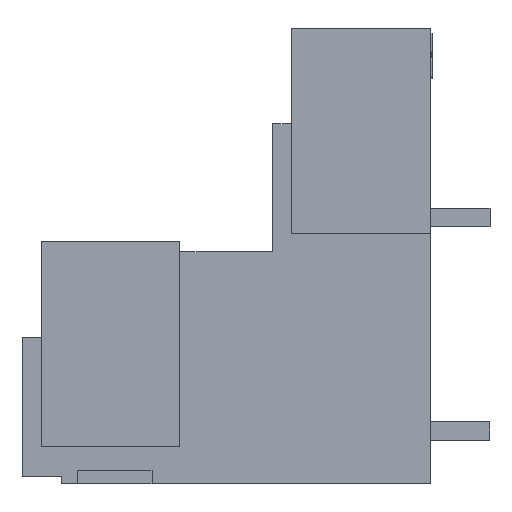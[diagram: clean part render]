
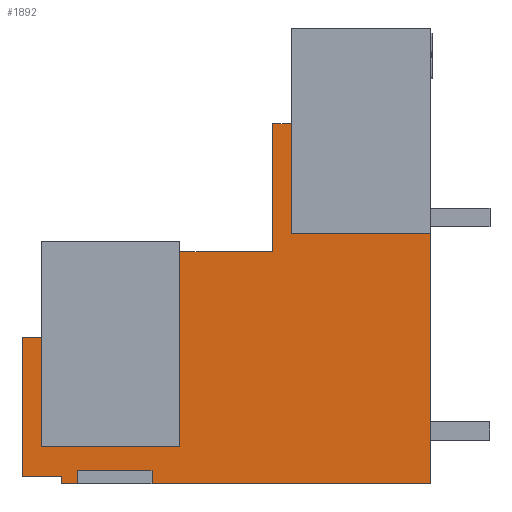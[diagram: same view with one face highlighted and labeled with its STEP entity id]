
A CAD part, left-side view. The second image highlights one B-rep face of the part: STEP entity #1892.
In plain terms, the highlighted planar face has unit normal (-1, 0, 0).
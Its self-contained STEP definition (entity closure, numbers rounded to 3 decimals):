
#1774=AXIS2_PLACEMENT_3D('Plane Axis2P3D',#1771,#1772,#1773) ;
#124=CARTESIAN_POINT('Vertex',(3.45,16.7,12.5)) ;
#127=CARTESIAN_POINT('Line Origine',(3.45,14.2,12.5)) ;
#131=CARTESIAN_POINT('Vertex',(3.45,11.7,12.5)) ;
#591=CARTESIAN_POINT('Line Origine',(3.45,24.175,4.95)) ;
#595=CARTESIAN_POINT('Vertex',(3.45,24.175,7.9)) ;
#597=CARTESIAN_POINT('Vertex',(3.45,24.175,2.)) ;
#1434=CARTESIAN_POINT('Line Origine',(3.45,20.438,2.)) ;
#1438=CARTESIAN_POINT('Vertex',(3.45,16.7,2.)) ;
#1510=CARTESIAN_POINT('Line Origine',(3.45,16.7,7.25)) ;
#1771=CARTESIAN_POINT('Axis2P3D Location',(3.45,3.2,0.4)) ;
#1776=CARTESIAN_POINT('Line Origine',(3.45,10.7,0.)) ;
#1780=CARTESIAN_POINT('Vertex',(3.45,18.2,0.)) ;
#1782=CARTESIAN_POINT('Vertex',(3.45,3.2,0.)) ;
#1785=CARTESIAN_POINT('Line Origine',(3.45,3.2,6.75)) ;
#1789=CARTESIAN_POINT('Vertex',(3.45,3.2,13.5)) ;
#1792=CARTESIAN_POINT('Line Origine',(3.45,6.95,13.5)) ;
#1796=CARTESIAN_POINT('Vertex',(3.45,10.7,13.5)) ;
#1799=CARTESIAN_POINT('Line Origine',(3.45,10.7,16.45)) ;
#1803=CARTESIAN_POINT('Vertex',(3.45,10.7,19.4)) ;
#1806=CARTESIAN_POINT('Line Origine',(3.45,11.2,19.4)) ;
#1810=CARTESIAN_POINT('Vertex',(3.45,11.7,19.4)) ;
#1813=CARTESIAN_POINT('Line Origine',(3.45,11.7,15.95)) ;
#1818=CARTESIAN_POINT('Line Origine',(3.45,24.687,7.9)) ;
#1822=CARTESIAN_POINT('Vertex',(3.45,25.2,7.9)) ;
#1825=CARTESIAN_POINT('Line Origine',(3.45,25.2,4.15)) ;
#1829=CARTESIAN_POINT('Vertex',(3.45,25.2,0.4)) ;
#1832=CARTESIAN_POINT('Line Origine',(3.45,24.145,0.4)) ;
#1836=CARTESIAN_POINT('Vertex',(3.45,23.09,0.4)) ;
#1839=CARTESIAN_POINT('Line Origine',(3.45,23.09,0.2)) ;
#1843=CARTESIAN_POINT('Vertex',(3.45,23.09,0.)) ;
#1846=CARTESIAN_POINT('Line Origine',(3.45,22.645,0.)) ;
#1850=CARTESIAN_POINT('Vertex',(3.45,22.2,0.)) ;
#1853=CARTESIAN_POINT('Line Origine',(3.45,22.2,0.35)) ;
#1857=CARTESIAN_POINT('Vertex',(3.45,22.2,0.7)) ;
#1860=CARTESIAN_POINT('Line Origine',(3.45,20.2,0.7)) ;
#1864=CARTESIAN_POINT('Vertex',(3.45,18.2,0.7)) ;
#1867=CARTESIAN_POINT('Line Origine',(3.45,18.2,0.35)) ;
#128=DIRECTION('Vector Direction',(0.,1.,0.)) ;
#592=DIRECTION('Vector Direction',(0.,0.,-1.)) ;
#1435=DIRECTION('Vector Direction',(0.,-1.,0.)) ;
#1511=DIRECTION('Vector Direction',(0.,0.,-1.)) ;
#1772=DIRECTION('Axis2P3D Direction',(-1.,0.,0.)) ;
#1773=DIRECTION('Axis2P3D XDirection',(0.,0.,-1.)) ;
#1777=DIRECTION('Vector Direction',(0.,-1.,0.)) ;
#1786=DIRECTION('Vector Direction',(0.,0.,1.)) ;
#1793=DIRECTION('Vector Direction',(0.,-1.,0.)) ;
#1800=DIRECTION('Vector Direction',(0.,0.,-1.)) ;
#1807=DIRECTION('Vector Direction',(0.,1.,0.)) ;
#1814=DIRECTION('Vector Direction',(0.,0.,-1.)) ;
#1819=DIRECTION('Vector Direction',(0.,1.,0.)) ;
#1826=DIRECTION('Vector Direction',(0.,0.,-1.)) ;
#1833=DIRECTION('Vector Direction',(0.,-1.,0.)) ;
#1840=DIRECTION('Vector Direction',(0.,0.,-1.)) ;
#1847=DIRECTION('Vector Direction',(0.,-1.,0.)) ;
#1854=DIRECTION('Vector Direction',(0.,0.,1.)) ;
#1861=DIRECTION('Vector Direction',(0.,-1.,0.)) ;
#1868=DIRECTION('Vector Direction',(0.,0.,1.)) ;
#129=VECTOR('Line Direction',#128,1.) ;
#593=VECTOR('Line Direction',#592,1.) ;
#1436=VECTOR('Line Direction',#1435,1.) ;
#1512=VECTOR('Line Direction',#1511,1.) ;
#1778=VECTOR('Line Direction',#1777,1.) ;
#1787=VECTOR('Line Direction',#1786,1.) ;
#1794=VECTOR('Line Direction',#1793,1.) ;
#1801=VECTOR('Line Direction',#1800,1.) ;
#1808=VECTOR('Line Direction',#1807,1.) ;
#1815=VECTOR('Line Direction',#1814,1.) ;
#1820=VECTOR('Line Direction',#1819,1.) ;
#1827=VECTOR('Line Direction',#1826,1.) ;
#1834=VECTOR('Line Direction',#1833,1.) ;
#1841=VECTOR('Line Direction',#1840,1.) ;
#1848=VECTOR('Line Direction',#1847,1.) ;
#1855=VECTOR('Line Direction',#1854,1.) ;
#1862=VECTOR('Line Direction',#1861,1.) ;
#1869=VECTOR('Line Direction',#1868,1.) ;
#1873=ORIENTED_EDGE('',*,*,#1784,.T.) ;
#1874=ORIENTED_EDGE('',*,*,#1791,.T.) ;
#1875=ORIENTED_EDGE('',*,*,#1798,.F.) ;
#1876=ORIENTED_EDGE('',*,*,#1805,.F.) ;
#1877=ORIENTED_EDGE('',*,*,#1812,.T.) ;
#1878=ORIENTED_EDGE('',*,*,#1817,.T.) ;
#1879=ORIENTED_EDGE('',*,*,#133,.T.) ;
#1880=ORIENTED_EDGE('',*,*,#1514,.T.) ;
#1881=ORIENTED_EDGE('',*,*,#1440,.F.) ;
#1882=ORIENTED_EDGE('',*,*,#599,.F.) ;
#1883=ORIENTED_EDGE('',*,*,#1824,.T.) ;
#1884=ORIENTED_EDGE('',*,*,#1831,.T.) ;
#1885=ORIENTED_EDGE('',*,*,#1838,.T.) ;
#1886=ORIENTED_EDGE('',*,*,#1845,.T.) ;
#1887=ORIENTED_EDGE('',*,*,#1852,.T.) ;
#1888=ORIENTED_EDGE('',*,*,#1859,.T.) ;
#1889=ORIENTED_EDGE('',*,*,#1866,.T.) ;
#1890=ORIENTED_EDGE('',*,*,#1871,.F.) ;
#1892=ADVANCED_FACE('HOUSING',(#1891),#1775,.T.) ;
#133=EDGE_CURVE('',#132,#125,#130,.T.) ;
#599=EDGE_CURVE('',#596,#598,#594,.T.) ;
#1440=EDGE_CURVE('',#598,#1439,#1437,.T.) ;
#1514=EDGE_CURVE('',#125,#1439,#1513,.T.) ;
#1784=EDGE_CURVE('',#1781,#1783,#1779,.T.) ;
#1791=EDGE_CURVE('',#1783,#1790,#1788,.T.) ;
#1798=EDGE_CURVE('',#1797,#1790,#1795,.T.) ;
#1805=EDGE_CURVE('',#1804,#1797,#1802,.T.) ;
#1812=EDGE_CURVE('',#1804,#1811,#1809,.T.) ;
#1817=EDGE_CURVE('',#1811,#132,#1816,.T.) ;
#1824=EDGE_CURVE('',#596,#1823,#1821,.T.) ;
#1831=EDGE_CURVE('',#1823,#1830,#1828,.T.) ;
#1838=EDGE_CURVE('',#1830,#1837,#1835,.T.) ;
#1845=EDGE_CURVE('',#1837,#1844,#1842,.T.) ;
#1852=EDGE_CURVE('',#1844,#1851,#1849,.T.) ;
#1859=EDGE_CURVE('',#1851,#1858,#1856,.T.) ;
#1866=EDGE_CURVE('',#1858,#1865,#1863,.T.) ;
#1871=EDGE_CURVE('',#1781,#1865,#1870,.T.) ;
#1872=EDGE_LOOP('',(#1873,#1874,#1875,#1876,#1877,#1878,#1879,#1880,#1881,#1882,#1883,#1884,#1885,#1886,#1887,#1888,#1889,#1890)) ;
#1891=FACE_OUTER_BOUND('',#1872,.T.) ;
#130=LINE('Line',#127,#129) ;
#594=LINE('Line',#591,#593) ;
#1437=LINE('Line',#1434,#1436) ;
#1513=LINE('Line',#1510,#1512) ;
#1779=LINE('Line',#1776,#1778) ;
#1788=LINE('Line',#1785,#1787) ;
#1795=LINE('Line',#1792,#1794) ;
#1802=LINE('Line',#1799,#1801) ;
#1809=LINE('Line',#1806,#1808) ;
#1816=LINE('Line',#1813,#1815) ;
#1821=LINE('Line',#1818,#1820) ;
#1828=LINE('Line',#1825,#1827) ;
#1835=LINE('Line',#1832,#1834) ;
#1842=LINE('Line',#1839,#1841) ;
#1849=LINE('Line',#1846,#1848) ;
#1856=LINE('Line',#1853,#1855) ;
#1863=LINE('Line',#1860,#1862) ;
#1870=LINE('Line',#1867,#1869) ;
#1775=PLANE('',#1774) ;
#125=VERTEX_POINT('',#124) ;
#132=VERTEX_POINT('',#131) ;
#596=VERTEX_POINT('',#595) ;
#598=VERTEX_POINT('',#597) ;
#1439=VERTEX_POINT('',#1438) ;
#1781=VERTEX_POINT('',#1780) ;
#1783=VERTEX_POINT('',#1782) ;
#1790=VERTEX_POINT('',#1789) ;
#1797=VERTEX_POINT('',#1796) ;
#1804=VERTEX_POINT('',#1803) ;
#1811=VERTEX_POINT('',#1810) ;
#1823=VERTEX_POINT('',#1822) ;
#1830=VERTEX_POINT('',#1829) ;
#1837=VERTEX_POINT('',#1836) ;
#1844=VERTEX_POINT('',#1843) ;
#1851=VERTEX_POINT('',#1850) ;
#1858=VERTEX_POINT('',#1857) ;
#1865=VERTEX_POINT('',#1864) ;
